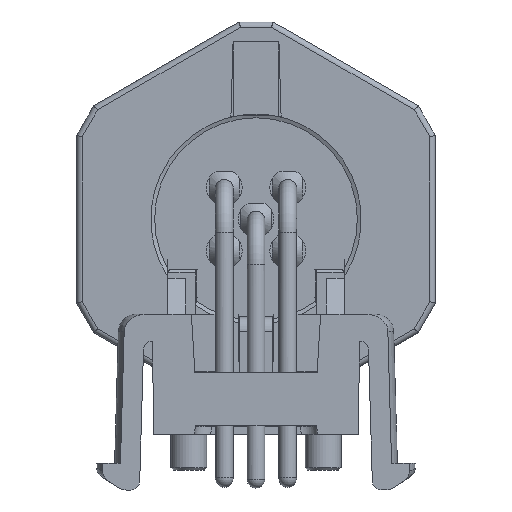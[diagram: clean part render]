
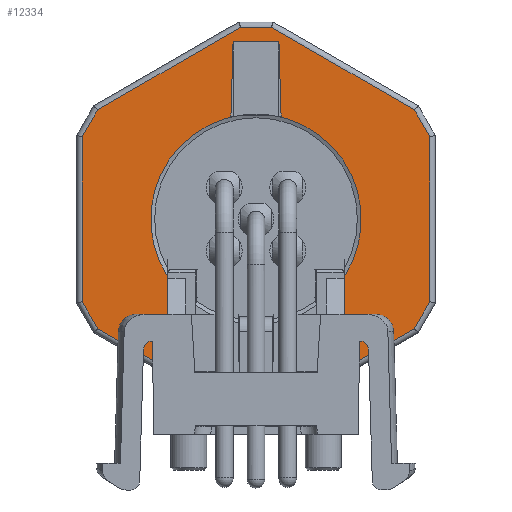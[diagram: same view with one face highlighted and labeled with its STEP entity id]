
A CAD part, left-side view. The second image highlights one B-rep face of the part: STEP entity #12334.
In plain terms, the highlighted planar face has unit normal (-1, 0, 0).
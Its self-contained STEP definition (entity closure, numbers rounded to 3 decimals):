
#504=LINE('',#17939,#1677);
#505=LINE('',#17942,#1678);
#506=LINE('',#17944,#1679);
#507=LINE('',#17946,#1680);
#508=LINE('',#17948,#1681);
#509=LINE('',#17950,#1682);
#510=LINE('',#17952,#1683);
#511=LINE('',#17954,#1684);
#512=LINE('',#17956,#1685);
#513=LINE('',#17958,#1686);
#514=LINE('',#17960,#1687);
#515=LINE('',#17962,#1688);
#516=LINE('',#17964,#1689);
#517=LINE('',#17968,#1690);
#518=LINE('',#17970,#1691);
#519=LINE('',#17972,#1692);
#1677=VECTOR('',#14577,1000.);
#1678=VECTOR('',#14578,1000.);
#1679=VECTOR('',#14579,1000.);
#1680=VECTOR('',#14580,1000.);
#1681=VECTOR('',#14581,1000.);
#1682=VECTOR('',#14582,1000.);
#1683=VECTOR('',#14583,1000.);
#1684=VECTOR('',#14584,1000.);
#1685=VECTOR('',#14585,1000.);
#1686=VECTOR('',#14586,1000.);
#1687=VECTOR('',#14587,1000.);
#1688=VECTOR('',#14588,1000.);
#1689=VECTOR('',#14589,1000.);
#1690=VECTOR('',#14592,1000.);
#1691=VECTOR('',#14593,1000.);
#1692=VECTOR('',#14594,1000.);
#2870=PLANE('',#13258);
#3531=ORIENTED_EDGE('',*,*,#7043,.F.);
#3532=ORIENTED_EDGE('',*,*,#7044,.T.);
#3533=ORIENTED_EDGE('',*,*,#7045,.T.);
#3534=ORIENTED_EDGE('',*,*,#7046,.T.);
#3535=ORIENTED_EDGE('',*,*,#7047,.T.);
#3536=ORIENTED_EDGE('',*,*,#7048,.T.);
#3537=ORIENTED_EDGE('',*,*,#7049,.T.);
#3538=ORIENTED_EDGE('',*,*,#7050,.T.);
#3539=ORIENTED_EDGE('',*,*,#7051,.T.);
#3540=ORIENTED_EDGE('',*,*,#7052,.T.);
#3541=ORIENTED_EDGE('',*,*,#7053,.T.);
#3542=ORIENTED_EDGE('',*,*,#7054,.T.);
#3543=ORIENTED_EDGE('',*,*,#7055,.T.);
#3544=ORIENTED_EDGE('',*,*,#7056,.T.);
#3545=ORIENTED_EDGE('',*,*,#7057,.T.);
#3546=ORIENTED_EDGE('',*,*,#7058,.F.);
#3547=ORIENTED_EDGE('',*,*,#7059,.F.);
#3548=ORIENTED_EDGE('',*,*,#7060,.T.);
#7043=EDGE_CURVE('',#8834,#8835,#504,.T.);
#7044=EDGE_CURVE('',#8834,#8836,#505,.F.);
#7045=EDGE_CURVE('',#8836,#8837,#506,.F.);
#7046=EDGE_CURVE('',#8837,#8838,#507,.F.);
#7047=EDGE_CURVE('',#8838,#8839,#508,.F.);
#7048=EDGE_CURVE('',#8839,#8840,#509,.F.);
#7049=EDGE_CURVE('',#8840,#8841,#510,.F.);
#7050=EDGE_CURVE('',#8841,#8842,#511,.F.);
#7051=EDGE_CURVE('',#8842,#8843,#512,.F.);
#7052=EDGE_CURVE('',#8843,#8844,#513,.F.);
#7053=EDGE_CURVE('',#8844,#8845,#514,.F.);
#7054=EDGE_CURVE('',#8845,#8846,#515,.F.);
#7055=EDGE_CURVE('',#8846,#8847,#516,.T.);
#7056=EDGE_CURVE('',#8847,#8848,#10035,.T.);
#7057=EDGE_CURVE('',#8848,#8849,#517,.T.);
#7058=EDGE_CURVE('',#8850,#8849,#518,.T.);
#7059=EDGE_CURVE('',#8851,#8850,#519,.T.);
#7060=EDGE_CURVE('',#8851,#8835,#10036,.T.);
#8834=VERTEX_POINT('',#17940);
#8835=VERTEX_POINT('',#17941);
#8836=VERTEX_POINT('',#17943);
#8837=VERTEX_POINT('',#17945);
#8838=VERTEX_POINT('',#17947);
#8839=VERTEX_POINT('',#17949);
#8840=VERTEX_POINT('',#17951);
#8841=VERTEX_POINT('',#17953);
#8842=VERTEX_POINT('',#17955);
#8843=VERTEX_POINT('',#17957);
#8844=VERTEX_POINT('',#17959);
#8845=VERTEX_POINT('',#17961);
#8846=VERTEX_POINT('',#17963);
#8847=VERTEX_POINT('',#17965);
#8848=VERTEX_POINT('',#17967);
#8849=VERTEX_POINT('',#17969);
#8850=VERTEX_POINT('',#17971);
#8851=VERTEX_POINT('',#17973);
#10035=CIRCLE('',#13259,5.87);
#10036=CIRCLE('',#13260,5.87);
#10429=EDGE_LOOP('',(#3531,#3532,#3533,#3534,#3535,#3536,#3537,#3538,#3539,
#3540,#3541,#3542,#3543,#3544,#3545,#3546,#3547,#3548));
#11311=FACE_BOUND('',#10429,.T.);
#12334=ADVANCED_FACE('',(#11311),#2870,.F.);
#13258=AXIS2_PLACEMENT_3D('',#17938,#14575,#14576);
#13259=AXIS2_PLACEMENT_3D('',#17966,#14590,#14591);
#13260=AXIS2_PLACEMENT_3D('',#17974,#14595,#14596);
#14575=DIRECTION('',(1.,0.,0.));
#14576=DIRECTION('',(0.,0.,-1.));
#14577=DIRECTION('',(0.,1.,0.));
#14578=DIRECTION('',(0.,-0.5,-0.866));
#14579=DIRECTION('',(0.,-0.866,-0.5));
#14580=DIRECTION('',(0.,-1.,0.));
#14581=DIRECTION('',(0.,-0.866,0.5));
#14582=DIRECTION('',(0.,-0.5,0.866));
#14583=DIRECTION('',(0.,0.,1.));
#14584=DIRECTION('',(0.,0.5,0.866));
#14585=DIRECTION('',(0.,0.866,0.5));
#14586=DIRECTION('',(0.,1.,0.));
#14587=DIRECTION('',(0.,0.866,-0.5));
#14588=DIRECTION('',(0.,0.5,-0.866));
#14589=DIRECTION('',(0.,1.,0.));
#14590=DIRECTION('',(1.,0.,0.));
#14591=DIRECTION('',(0.,0.,-1.));
#14592=DIRECTION('',(0.,1.,0.));
#14593=DIRECTION('',(0.,0.,-1.));
#14594=DIRECTION('',(0.,1.,0.));
#14595=DIRECTION('',(1.,0.,0.));
#14596=DIRECTION('',(0.,0.,-1.));
#17938=CARTESIAN_POINT('',(-1.5,0.,0.));
#17939=CARTESIAN_POINT('',(-1.5,-10.,4.93));
#17940=CARTESIAN_POINT('',(-1.5,-8.354,4.93));
#17941=CARTESIAN_POINT('',(-1.5,-3.186,4.93));
#17942=CARTESIAN_POINT('',(-1.5,-8.4,4.85));
#17943=CARTESIAN_POINT('',(-1.5,-6.101,8.833));
#17944=CARTESIAN_POINT('',(-1.5,-5.35,9.266));
#17945=CARTESIAN_POINT('',(-1.5,-4.599,9.7));
#17946=CARTESIAN_POINT('',(-1.5,0.,9.7));
#17947=CARTESIAN_POINT('',(-1.5,4.599,9.7));
#17948=CARTESIAN_POINT('',(-1.5,5.35,9.266));
#17949=CARTESIAN_POINT('',(-1.5,6.101,8.833));
#17950=CARTESIAN_POINT('',(-1.5,8.4,4.85));
#17951=CARTESIAN_POINT('',(-1.5,10.7,0.867));
#17952=CARTESIAN_POINT('',(-1.5,10.7,0.));
#17953=CARTESIAN_POINT('',(-1.5,10.7,-0.867));
#17954=CARTESIAN_POINT('',(-1.5,8.4,-4.85));
#17955=CARTESIAN_POINT('',(-1.5,6.101,-8.833));
#17956=CARTESIAN_POINT('',(-1.5,5.35,-9.266));
#17957=CARTESIAN_POINT('',(-1.5,4.599,-9.7));
#17958=CARTESIAN_POINT('',(-1.5,0.,-9.7));
#17959=CARTESIAN_POINT('',(-1.5,-4.599,-9.7));
#17960=CARTESIAN_POINT('',(-1.5,-5.35,-9.266));
#17961=CARTESIAN_POINT('',(-1.5,-6.101,-8.833));
#17962=CARTESIAN_POINT('',(-1.5,-8.4,-4.85));
#17963=CARTESIAN_POINT('',(-1.5,-8.354,-4.93));
#17964=CARTESIAN_POINT('',(-1.5,-10.,-4.93));
#17965=CARTESIAN_POINT('',(-1.5,-3.186,-4.93));
#17966=CARTESIAN_POINT('',(-1.5,0.,0.));
#17967=CARTESIAN_POINT('',(-1.5,5.815,-0.8));
#17968=CARTESIAN_POINT('',(-1.5,5.701,-0.8));
#17969=CARTESIAN_POINT('',(-1.5,9.918,-0.8));
#17970=CARTESIAN_POINT('',(-1.5,9.918,1.2));
#17971=CARTESIAN_POINT('',(-1.5,9.918,0.8));
#17972=CARTESIAN_POINT('',(-1.5,5.701,0.8));
#17973=CARTESIAN_POINT('',(-1.5,5.815,0.8));
#17974=CARTESIAN_POINT('',(-1.5,0.,0.));
